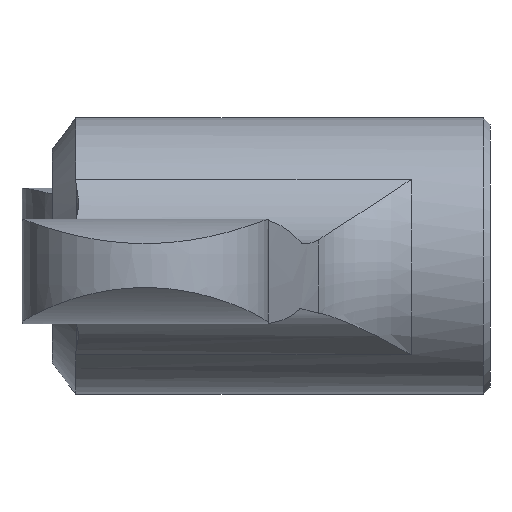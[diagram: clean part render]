
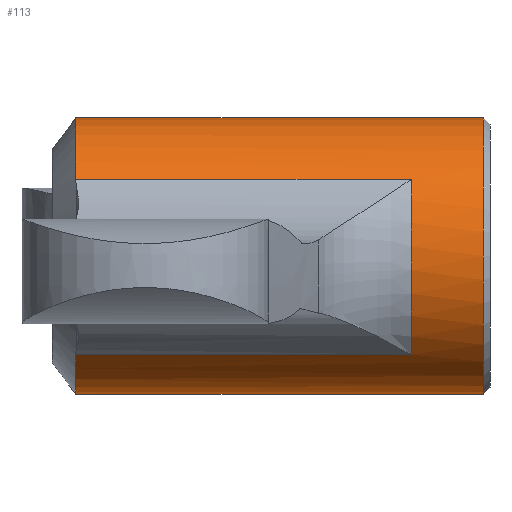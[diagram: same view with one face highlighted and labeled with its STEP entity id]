
A CAD part, left-side view. The second image highlights one B-rep face of the part: STEP entity #113.
In plain terms, the highlighted cylindrical face has radius 10.5 mm (diameter 21 mm), a full revolution.
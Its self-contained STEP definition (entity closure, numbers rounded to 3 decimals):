
#113 = ADVANCED_FACE( '', ( #243, #244 ), #245, .T. );
#243 = FACE_OUTER_BOUND( '', #383, .T. );
#244 = FACE_OUTER_BOUND( '', #384, .T. );
#245 = CYLINDRICAL_SURFACE( '', #385, 10.5 );
#383 = EDGE_LOOP( '', ( #633 ) );
#384 = EDGE_LOOP( '', ( #634, #635, #636, #637, #638, #639, #640, #641 ) );
#385 = AXIS2_PLACEMENT_3D( '', #642, #643, #644 );
#633 = ORIENTED_EDGE( '', *, *, #858, .F. );
#634 = ORIENTED_EDGE( '', *, *, #859, .T. );
#635 = ORIENTED_EDGE( '', *, *, #860, .F. );
#636 = ORIENTED_EDGE( '', *, *, #861, .T. );
#637 = ORIENTED_EDGE( '', *, *, #853, .T. );
#638 = ORIENTED_EDGE( '', *, *, #862, .T. );
#639 = ORIENTED_EDGE( '', *, *, #780, .F. );
#640 = ORIENTED_EDGE( '', *, *, #863, .T. );
#641 = ORIENTED_EDGE( '', *, *, #769, .T. );
#642 = CARTESIAN_POINT( '', ( 0., 0., 0. ) );
#643 = DIRECTION( '', ( 0., 1., 0. ) );
#644 = DIRECTION( '', ( 0., 0., -1. ) );
#769 = EDGE_CURVE( '', #903, #901, #904, .T. );
#780 = EDGE_CURVE( '', #921, #922, #923, .T. );
#853 = EDGE_CURVE( '', #1035, #1033, #1036, .T. );
#858 = EDGE_CURVE( '', #1042, #1042, #1043, .T. );
#859 = EDGE_CURVE( '', #901, #1044, #1045, .T. );
#860 = EDGE_CURVE( '', #1046, #1044, #1047, .T. );
#861 = EDGE_CURVE( '', #1046, #1035, #1048, .T. );
#862 = EDGE_CURVE( '', #1033, #922, #1049, .T. );
#863 = EDGE_CURVE( '', #921, #903, #1050, .T. );
#901 = VERTEX_POINT( '', #1110 );
#903 = VERTEX_POINT( '', #1129 );
#904 = LINE( '', #1130, #1131 );
#921 = VERTEX_POINT( '', #1261 );
#922 = VERTEX_POINT( '', #1262 );
#923 = LINE( '', #1263, #1264 );
#1033 = VERTEX_POINT( '', #1559 );
#1035 = VERTEX_POINT( '', #1578 );
#1036 = LINE( '', #1579, #1580 );
#1042 = VERTEX_POINT( '', #1589 );
#1043 = CIRCLE( '', #1590, 10.5 );
#1044 = VERTEX_POINT( '', #1591 );
#1045 = CIRCLE( '', #1592, 10.5 );
#1046 = VERTEX_POINT( '', #1593 );
#1047 = LINE( '', #1594, #1595 );
#1048 = CIRCLE( '', #1596, 10.5 );
#1049 = CIRCLE( '', #1597, 10.5 );
#1050 = CIRCLE( '', #1598, 10.5 );
#1110 = CARTESIAN_POINT( '', ( 8.732, 5.998, -5.831 ) );
#1129 = CARTESIAN_POINT( '', ( 8.732, 31.502, -5.831 ) );
#1130 = CARTESIAN_POINT( '', ( 8.732, 52.6, -5.831 ) );
#1131 = VECTOR( '', #1713, 1000. );
#1261 = CARTESIAN_POINT( '', ( -7.343, 31.502, -7.505 ) );
#1262 = CARTESIAN_POINT( '', ( -7.343, 5.998, -7.505 ) );
#1263 = CARTESIAN_POINT( '', ( -7.343, 52.6, -7.505 ) );
#1264 = VECTOR( '', #1726, 1000. );
#1559 = CARTESIAN_POINT( '', ( -8.732, 5.998, 5.831 ) );
#1578 = CARTESIAN_POINT( '', ( -8.732, 31.502, 5.831 ) );
#1579 = CARTESIAN_POINT( '', ( -8.732, 52.6, 5.831 ) );
#1580 = VECTOR( '', #1788, 1000. );
#1589 = CARTESIAN_POINT( '', ( 0., 0.5, -10.5 ) );
#1590 = AXIS2_PLACEMENT_3D( '', #1792, #1793, #1794 );
#1591 = CARTESIAN_POINT( '', ( 7.343, 5.998, 7.505 ) );
#1592 = AXIS2_PLACEMENT_3D( '', #1795, #1796, #1797 );
#1593 = CARTESIAN_POINT( '', ( 7.343, 31.502, 7.505 ) );
#1594 = CARTESIAN_POINT( '', ( 7.343, 52.6, 7.505 ) );
#1595 = VECTOR( '', #1798, 1000. );
#1596 = AXIS2_PLACEMENT_3D( '', #1799, #1800, #1801 );
#1597 = AXIS2_PLACEMENT_3D( '', #1802, #1803, #1804 );
#1598 = AXIS2_PLACEMENT_3D( '', #1805, #1806, #1807 );
#1713 = DIRECTION( '', ( 0., -1., 0. ) );
#1726 = DIRECTION( '', ( 0., -1., 0. ) );
#1788 = DIRECTION( '', ( 0., -1., 0. ) );
#1792 = CARTESIAN_POINT( '', ( 0., 0.5, 0. ) );
#1793 = DIRECTION( '', ( 0., -1., 0. ) );
#1794 = DIRECTION( '', ( 0., 0., -1. ) );
#1795 = CARTESIAN_POINT( '', ( 0., 5.998, 0. ) );
#1796 = DIRECTION( '', ( 0., -1., 0. ) );
#1797 = DIRECTION( '', ( 0., 0., -1. ) );
#1798 = DIRECTION( '', ( 0., -1., 0. ) );
#1799 = CARTESIAN_POINT( '', ( 0., 31.502, 0. ) );
#1800 = DIRECTION( '', ( 0., -1., 0. ) );
#1801 = DIRECTION( '', ( 0., 0., -1. ) );
#1802 = CARTESIAN_POINT( '', ( 0., 5.998, 0. ) );
#1803 = DIRECTION( '', ( 0., -1., 0. ) );
#1804 = DIRECTION( '', ( 0., 0., -1. ) );
#1805 = CARTESIAN_POINT( '', ( 0., 31.502, 0. ) );
#1806 = DIRECTION( '', ( 0., -1., 0. ) );
#1807 = DIRECTION( '', ( 0., 0., -1. ) );
